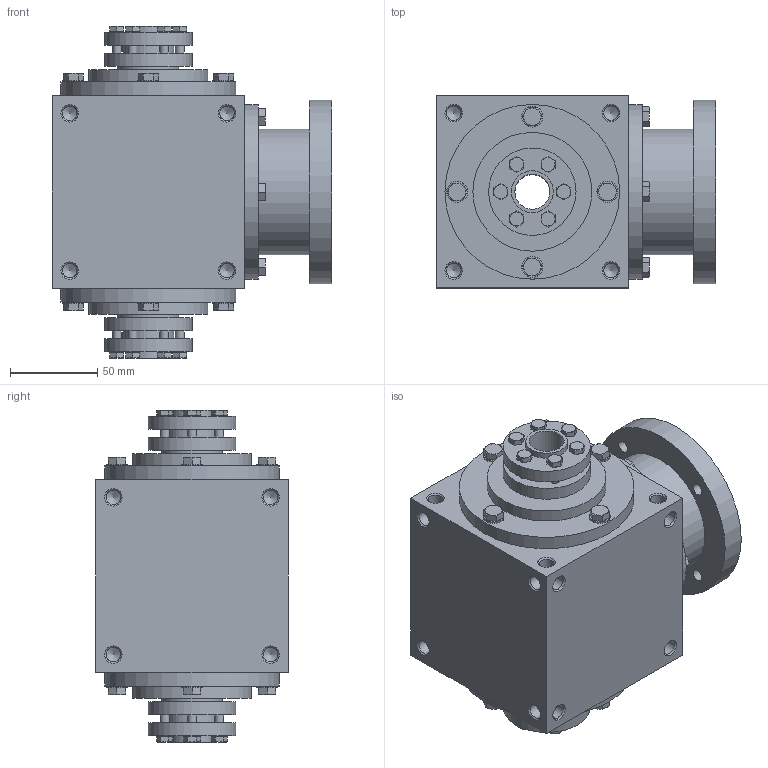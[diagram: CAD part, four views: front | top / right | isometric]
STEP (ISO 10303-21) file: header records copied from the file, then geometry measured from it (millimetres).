
FILE_DESCRIPTION( ( 'STEP AP214' ), '1' );
FILE_NAME( 'MRA110_MC1_R.1_1_71_B14.stp', '2018-08-16T07:14:21', ( '' ), ( '' ), ' ', 'PARTsolutions', ' ' );
FILE_SCHEMA( ( 'AUTOMOTIVE_DESIGN { 1 0 10303 214 1 1 1 1 }' ) );
Length unit declared in the file: millimetre
Products named in the file (6): MRA110_MC1_R.1/1_71/B14; _MRA11010-case; _MRX110_4-flange; _110-fl_screw; _RC_RR110-screw; _RA110-shrink_disk
Assembly tree (16 placements, depth 2):
  MRA110_MC1_R.1/1_71/B14
    _MRA11010-case
    _MRX110_4-flange
    _110-fl_screw  x4
    _RC_RR110-screw  x8
    _RA110-shrink_disk  x2
Bounding box: 160 x 110 x 190 mm (x, y, z)
Volume: 1757873.9 mm3; surface area: 177501.7 mm2
Topology: 16 solids, 16 shells, 535 faces, 1277 edges, 793 vertices
Faces by surface type: plane 234, cone 192, cylinder 109
Full cylindrical faces by diameter (mm): 5 x12, 6.88 x12, 7 x4, 8.376 x48, 12 x8, 20 x2, 22 x1, 24 x4, 29 x2, 30 x1, 35 x2, 50 x4, 68 x2, 70 x1, 72 x1, 100 x3, 105 x1
Entity records: 9930 total; most frequent: CARTESIAN_POINT 1626, DIRECTION 1290, ORIENTED_EDGE 1012, AXIS2_PLACEMENT_3D 586, EDGE_CURVE 506, EDGE_LOOP 464, VERTEX_POINT 394, FACE_OUTER_BOUND 362
